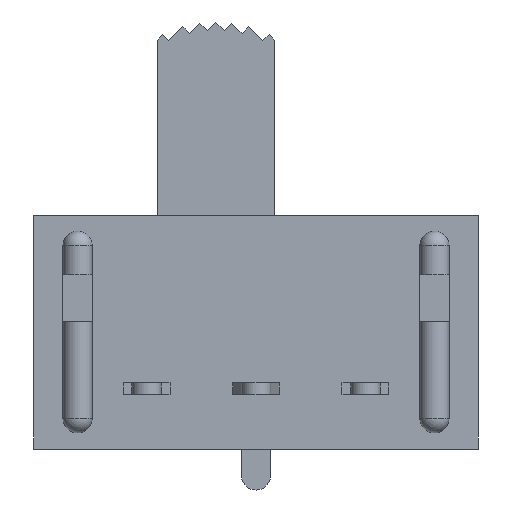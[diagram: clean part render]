
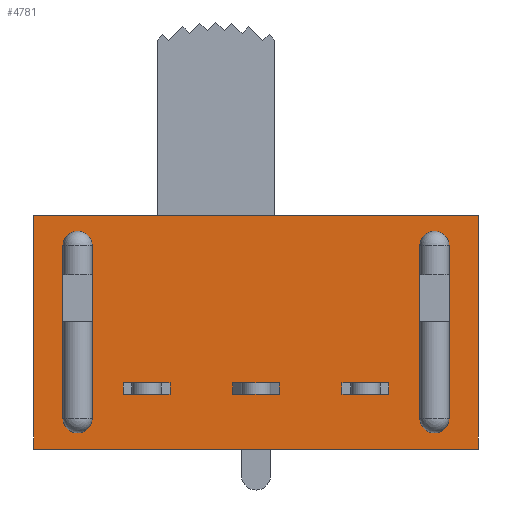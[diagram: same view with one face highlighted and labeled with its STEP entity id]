
A CAD part, front view. The second image highlights one B-rep face of the part: STEP entity #4781.
In plain terms, the highlighted planar face has unit normal (0, -1, 0).
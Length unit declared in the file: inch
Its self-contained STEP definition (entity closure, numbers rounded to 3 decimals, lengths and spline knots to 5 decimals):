
#38=DIRECTION('',(0.,0.,-1.));
#39=VECTOR('',#38,0.4);
#40=CARTESIAN_POINT('',(-0.38,-0.012,0.2));
#41=LINE('',#40,#39);
#938=DIRECTION('',(1.,0.,0.));
#939=VECTOR('',#938,0.355);
#940=CARTESIAN_POINT('',(0.025,-0.012,-0.2));
#941=LINE('',#940,#939);
#942=DIRECTION('',(1.,0.,0.));
#943=VECTOR('',#942,0.355);
#944=CARTESIAN_POINT('',(-0.38,-0.012,-0.2));
#945=LINE('',#944,#943);
#992=DIRECTION('',(1.,0.,0.));
#993=VECTOR('',#992,0.76);
#994=CARTESIAN_POINT('',(-0.38,-0.012,0.2));
#995=LINE('',#994,#993);
#996=DIRECTION('',(1.,0.,0.));
#997=VECTOR('',#996,0.05);
#998=CARTESIAN_POINT('',(-0.025,-0.012,-0.2));
#999=LINE('',#998,#997);
#1000=CARTESIAN_POINT('',(0.305,-0.012,-0.1475));
#1001=DIRECTION('',(0.,-1.,0.));
#1002=DIRECTION('',(-1.,0.,0.));
#1003=AXIS2_PLACEMENT_3D('',#1000,#1001,#1002);
#1005=DIRECTION('',(0.,0.,1.));
#1006=VECTOR('',#1005,0.295);
#1007=CARTESIAN_POINT('',(0.33,-0.012,-0.1475));
#1008=LINE('',#1007,#1006);
#1009=CARTESIAN_POINT('',(0.305,-0.012,0.1475));
#1010=DIRECTION('',(0.,-1.,0.));
#1011=DIRECTION('',(1.,0.,0.));
#1012=AXIS2_PLACEMENT_3D('',#1009,#1010,#1011);
#1014=DIRECTION('',(0.,0.,-1.));
#1015=VECTOR('',#1014,0.295);
#1016=CARTESIAN_POINT('',(0.28,-0.012,0.1475));
#1017=LINE('',#1016,#1015);
#1018=DIRECTION('',(0.,0.,1.));
#1019=VECTOR('',#1018,0.295);
#1020=CARTESIAN_POINT('',(-0.28,-0.012,-0.1475));
#1021=LINE('',#1020,#1019);
#1022=CARTESIAN_POINT('',(-0.305,-0.012,0.1475));
#1023=DIRECTION('',(0.,-1.,0.));
#1024=DIRECTION('',(1.,0.,0.));
#1025=AXIS2_PLACEMENT_3D('',#1022,#1023,#1024);
#1027=DIRECTION('',(0.,0.,-1.));
#1028=VECTOR('',#1027,0.295);
#1029=CARTESIAN_POINT('',(-0.33,-0.012,0.1475));
#1030=LINE('',#1029,#1028);
#1031=CARTESIAN_POINT('',(-0.305,-0.012,-0.1475));
#1032=DIRECTION('',(0.,-1.,0.));
#1033=DIRECTION('',(-1.,0.,0.));
#1034=AXIS2_PLACEMENT_3D('',#1031,#1032,#1033);
#1036=DIRECTION('',(-1.,0.,0.));
#1037=VECTOR('',#1036,0.08);
#1038=CARTESIAN_POINT('',(0.04,-0.012,-0.08675));
#1039=LINE('',#1038,#1037);
#1040=DIRECTION('',(0.,0.,-1.));
#1041=VECTOR('',#1040,0.02);
#1042=CARTESIAN_POINT('',(-0.04,-0.012,-0.08675));
#1043=LINE('',#1042,#1041);
#1044=DIRECTION('',(-1.,0.,0.));
#1045=VECTOR('',#1044,0.08);
#1046=CARTESIAN_POINT('',(0.04,-0.012,-0.10675));
#1047=LINE('',#1046,#1045);
#1048=DIRECTION('',(0.,0.,-1.));
#1049=VECTOR('',#1048,0.02);
#1050=CARTESIAN_POINT('',(0.04,-0.012,-0.08675));
#1051=LINE('',#1050,#1049);
#1052=DIRECTION('',(-1.,0.,0.));
#1053=VECTOR('',#1052,0.08);
#1054=CARTESIAN_POINT('',(-0.147,-0.012,-0.08675));
#1055=LINE('',#1054,#1053);
#1056=DIRECTION('',(0.,0.,-1.));
#1057=VECTOR('',#1056,0.02);
#1058=CARTESIAN_POINT('',(-0.227,-0.012,-0.08675));
#1059=LINE('',#1058,#1057);
#1060=DIRECTION('',(-1.,0.,0.));
#1061=VECTOR('',#1060,0.08);
#1062=CARTESIAN_POINT('',(-0.147,-0.012,-0.10675));
#1063=LINE('',#1062,#1061);
#1064=DIRECTION('',(0.,0.,-1.));
#1065=VECTOR('',#1064,0.02);
#1066=CARTESIAN_POINT('',(-0.147,-0.012,-0.08675));
#1067=LINE('',#1066,#1065);
#1068=DIRECTION('',(-1.,0.,0.));
#1069=VECTOR('',#1068,0.08);
#1070=CARTESIAN_POINT('',(0.227,-0.012,-0.08675));
#1071=LINE('',#1070,#1069);
#1072=DIRECTION('',(0.,0.,-1.));
#1073=VECTOR('',#1072,0.02);
#1074=CARTESIAN_POINT('',(0.147,-0.012,-0.08675));
#1075=LINE('',#1074,#1073);
#1076=DIRECTION('',(-1.,0.,0.));
#1077=VECTOR('',#1076,0.08);
#1078=CARTESIAN_POINT('',(0.227,-0.012,-0.10675));
#1079=LINE('',#1078,#1077);
#1080=DIRECTION('',(0.,0.,-1.));
#1081=VECTOR('',#1080,0.02);
#1082=CARTESIAN_POINT('',(0.227,-0.012,-0.08675));
#1083=LINE('',#1082,#1081);
#1096=DIRECTION('',(0.,0.,-1.));
#1097=VECTOR('',#1096,0.4);
#1098=CARTESIAN_POINT('',(0.38,-0.012,0.2));
#1099=LINE('',#1098,#1097);
#2639=CARTESIAN_POINT('',(-0.38,-0.012,0.2));
#2641=VERTEX_POINT('',#2639);
#2642=CARTESIAN_POINT('',(-0.38,-0.012,-0.2));
#2643=VERTEX_POINT('',#2642);
#2647=CARTESIAN_POINT('',(0.38,-0.012,0.2));
#2649=VERTEX_POINT('',#2647);
#2650=CARTESIAN_POINT('',(0.38,-0.012,-0.2));
#2651=VERTEX_POINT('',#2650);
#2788=CARTESIAN_POINT('',(-0.025,-0.012,-0.2));
#2789=CARTESIAN_POINT('',(0.025,-0.012,-0.2));
#2790=VERTEX_POINT('',#2788);
#2791=VERTEX_POINT('',#2789);
#2804=CARTESIAN_POINT('',(0.28,-0.012,-0.1475));
#2805=CARTESIAN_POINT('',(0.33,-0.012,-0.1475));
#2806=VERTEX_POINT('',#2804);
#2807=VERTEX_POINT('',#2805);
#2808=CARTESIAN_POINT('',(0.33,-0.012,0.1475));
#2809=VERTEX_POINT('',#2808);
#2810=CARTESIAN_POINT('',(0.28,-0.012,0.1475));
#2811=VERTEX_POINT('',#2810);
#2812=CARTESIAN_POINT('',(-0.28,-0.012,-0.1475));
#2813=CARTESIAN_POINT('',(-0.28,-0.012,0.1475));
#2814=VERTEX_POINT('',#2812);
#2815=VERTEX_POINT('',#2813);
#2816=CARTESIAN_POINT('',(-0.33,-0.012,0.1475));
#2817=VERTEX_POINT('',#2816);
#2818=CARTESIAN_POINT('',(-0.33,-0.012,-0.1475));
#2819=VERTEX_POINT('',#2818);
#3028=CARTESIAN_POINT('',(0.04,-0.012,-0.08675));
#3029=CARTESIAN_POINT('',(-0.04,-0.012,-0.08675));
#3030=VERTEX_POINT('',#3028);
#3031=VERTEX_POINT('',#3029);
#3032=CARTESIAN_POINT('',(0.04,-0.012,-0.10675));
#3033=CARTESIAN_POINT('',(-0.04,-0.012,-0.10675));
#3034=VERTEX_POINT('',#3032);
#3035=VERTEX_POINT('',#3033);
#3108=CARTESIAN_POINT('',(-0.147,-0.012,-0.08675));
#3109=CARTESIAN_POINT('',(-0.227,-0.012,-0.08675));
#3110=VERTEX_POINT('',#3108);
#3111=VERTEX_POINT('',#3109);
#3112=CARTESIAN_POINT('',(-0.147,-0.012,-0.10675));
#3113=CARTESIAN_POINT('',(-0.227,-0.012,-0.10675));
#3114=VERTEX_POINT('',#3112);
#3115=VERTEX_POINT('',#3113);
#3188=CARTESIAN_POINT('',(0.227,-0.012,-0.08675));
#3189=CARTESIAN_POINT('',(0.147,-0.012,-0.08675));
#3190=VERTEX_POINT('',#3188);
#3191=VERTEX_POINT('',#3189);
#3192=CARTESIAN_POINT('',(0.227,-0.012,-0.10675));
#3193=CARTESIAN_POINT('',(0.147,-0.012,-0.10675));
#3194=VERTEX_POINT('',#3192);
#3195=VERTEX_POINT('',#3193);
#4717=CARTESIAN_POINT('',(-0.38,-0.012,0.2));
#4718=DIRECTION('',(0.,-1.,0.));
#4719=DIRECTION('',(0.,0.,-1.));
#4720=AXIS2_PLACEMENT_3D('',#4717,#4718,#4719);
#4721=PLANE('',#4720);
#4722=ORIENTED_EDGE('',*,*,#4626,.F.);
#4723=ORIENTED_EDGE('',*,*,#3491,.F.);
#4724=ORIENTED_EDGE('',*,*,#3515,.T.);
#4726=ORIENTED_EDGE('',*,*,#4725,.T.);
#4727=ORIENTED_EDGE('',*,*,#4620,.F.);
#4728=ORIENTED_EDGE('',*,*,#4709,.F.);
#4729=EDGE_LOOP('',(#4722,#4723,#4724,#4726,#4727,#4728));
#4730=FACE_OUTER_BOUND('',#4729,.F.);
#4732=ORIENTED_EDGE('',*,*,#4731,.T.);
#4734=ORIENTED_EDGE('',*,*,#4733,.T.);
#4736=ORIENTED_EDGE('',*,*,#4735,.T.);
#4738=ORIENTED_EDGE('',*,*,#4737,.T.);
#4739=EDGE_LOOP('',(#4732,#4734,#4736,#4738));
#4740=FACE_BOUND('',#4739,.F.);
#4742=ORIENTED_EDGE('',*,*,#4741,.T.);
#4744=ORIENTED_EDGE('',*,*,#4743,.T.);
#4746=ORIENTED_EDGE('',*,*,#4745,.T.);
#4748=ORIENTED_EDGE('',*,*,#4747,.T.);
#4749=EDGE_LOOP('',(#4742,#4744,#4746,#4748));
#4750=FACE_BOUND('',#4749,.F.);
#4752=ORIENTED_EDGE('',*,*,#4751,.T.);
#4754=ORIENTED_EDGE('',*,*,#4753,.T.);
#4756=ORIENTED_EDGE('',*,*,#4755,.F.);
#4758=ORIENTED_EDGE('',*,*,#4757,.F.);
#4759=EDGE_LOOP('',(#4752,#4754,#4756,#4758));
#4760=FACE_BOUND('',#4759,.F.);
#4762=ORIENTED_EDGE('',*,*,#4761,.T.);
#4764=ORIENTED_EDGE('',*,*,#4763,.T.);
#4766=ORIENTED_EDGE('',*,*,#4765,.F.);
#4768=ORIENTED_EDGE('',*,*,#4767,.F.);
#4769=EDGE_LOOP('',(#4762,#4764,#4766,#4768));
#4770=FACE_BOUND('',#4769,.F.);
#4772=ORIENTED_EDGE('',*,*,#4771,.T.);
#4774=ORIENTED_EDGE('',*,*,#4773,.T.);
#4776=ORIENTED_EDGE('',*,*,#4775,.F.);
#4778=ORIENTED_EDGE('',*,*,#4777,.F.);
#4779=EDGE_LOOP('',(#4772,#4774,#4776,#4778));
#4780=FACE_BOUND('',#4779,.F.);
#4781=ADVANCED_FACE('',(#4730,#4740,#4750,#4760,#4770,#4780),#4721,.T.);
#1004=CIRCLE('',#1003,0.025);
#1013=CIRCLE('',#1012,0.025);
#1026=CIRCLE('',#1025,0.025);
#1035=CIRCLE('',#1034,0.025);
#3491=EDGE_CURVE('',#2641,#2643,#41,.T.);
#3515=EDGE_CURVE('',#2641,#2649,#995,.T.);
#4620=EDGE_CURVE('',#2791,#2651,#941,.T.);
#4626=EDGE_CURVE('',#2643,#2790,#945,.T.);
#4709=EDGE_CURVE('',#2790,#2791,#999,.T.);
#4725=EDGE_CURVE('',#2649,#2651,#1099,.T.);
#4731=EDGE_CURVE('',#2806,#2807,#1004,.T.);
#4733=EDGE_CURVE('',#2807,#2809,#1008,.T.);
#4735=EDGE_CURVE('',#2809,#2811,#1013,.T.);
#4737=EDGE_CURVE('',#2811,#2806,#1017,.T.);
#4741=EDGE_CURVE('',#2814,#2815,#1021,.T.);
#4743=EDGE_CURVE('',#2815,#2817,#1026,.T.);
#4745=EDGE_CURVE('',#2817,#2819,#1030,.T.);
#4747=EDGE_CURVE('',#2819,#2814,#1035,.T.);
#4751=EDGE_CURVE('',#3030,#3031,#1039,.T.);
#4753=EDGE_CURVE('',#3031,#3035,#1043,.T.);
#4755=EDGE_CURVE('',#3034,#3035,#1047,.T.);
#4757=EDGE_CURVE('',#3030,#3034,#1051,.T.);
#4761=EDGE_CURVE('',#3110,#3111,#1055,.T.);
#4763=EDGE_CURVE('',#3111,#3115,#1059,.T.);
#4765=EDGE_CURVE('',#3114,#3115,#1063,.T.);
#4767=EDGE_CURVE('',#3110,#3114,#1067,.T.);
#4771=EDGE_CURVE('',#3190,#3191,#1071,.T.);
#4773=EDGE_CURVE('',#3191,#3195,#1075,.T.);
#4775=EDGE_CURVE('',#3194,#3195,#1079,.T.);
#4777=EDGE_CURVE('',#3190,#3194,#1083,.T.);
